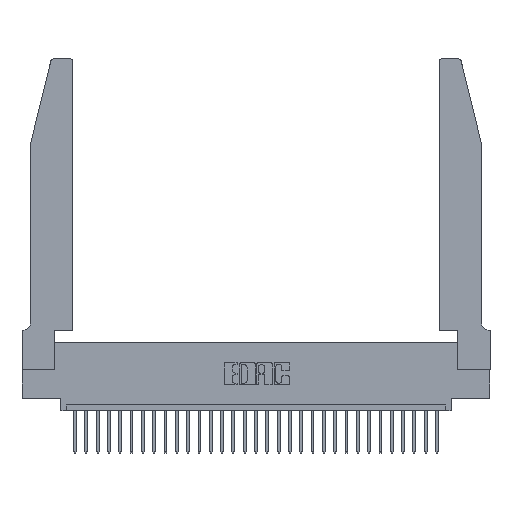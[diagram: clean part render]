
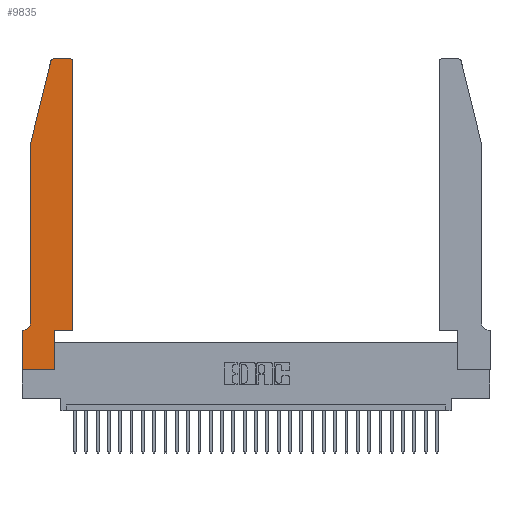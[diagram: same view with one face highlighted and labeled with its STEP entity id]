
A CAD part, top view. The second image highlights one B-rep face of the part: STEP entity #9835.
In plain terms, the highlighted planar face has unit normal (0, 0, 1).
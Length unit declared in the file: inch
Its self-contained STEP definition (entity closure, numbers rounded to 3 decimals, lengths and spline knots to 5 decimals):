
#828 = DIRECTION ( 'NONE',  ( 0., 1., 0. ) ) ;
#861 = VERTEX_POINT ( 'NONE', #23016 ) ;
#1600 = DIRECTION ( 'NONE',  ( 0., -1., 0. ) ) ;
#1619 = CARTESIAN_POINT ( 'NONE',  ( 0., 0., 0.37 ) ) ;
#1709 = CARTESIAN_POINT ( 'NONE',  ( 0., 0., 0.37 ) ) ;
#1715 = CARTESIAN_POINT ( 'NONE',  ( 0.4505, 0.35, 0.37 ) ) ;
#2225 = CARTESIAN_POINT ( 'NONE',  ( 0.4205, 2.72, 0.37 ) ) ;
#2375 = VERTEX_POINT ( 'NONE', #30617 ) ;
#2461 = CARTESIAN_POINT ( 'NONE',  ( 0.4505, 2.72, 0.37 ) ) ;
#2462 = LINE ( 'NONE', #2613, #23674 ) ;
#2522 = CARTESIAN_POINT ( 'NONE',  ( 0.2865, 0., 0.37 ) ) ;
#2613 = CARTESIAN_POINT ( 'NONE',  ( 0.2605, 2.75, 0.37 ) ) ;
#2747 = CIRCLE ( 'NONE', #19343, 0.03 ) ;
#2771 = CARTESIAN_POINT ( 'NONE',  ( 0.0755, 0.35, 0.37 ) ) ;
#3682 = VERTEX_POINT ( 'NONE', #12511 ) ;
#4126 = DIRECTION ( 'NONE',  ( 0., 0., -1. ) ) ;
#4135 = CARTESIAN_POINT ( 'NONE',  ( 0.284, 2.72, 0.37 ) ) ;
#4553 = DIRECTION ( 'NONE',  ( -0.239, -0.971, 0. ) ) ;
#4764 = CARTESIAN_POINT ( 'NONE',  ( 0.284, 2.75, 0.37 ) ) ;
#5885 = EDGE_CURVE ( 'NONE', #19807, #17693, #7008, .T. ) ;
#5998 = VECTOR ( 'NONE', #828, 39.37008 ) ;
#6205 = ORIENTED_EDGE ( 'NONE', *, *, #8624, .T. ) ;
#6219 = CARTESIAN_POINT ( 'NONE',  ( 0.4505, 0.35, 0.37 ) ) ;
#6561 = CARTESIAN_POINT ( 'NONE',  ( 0.2865, 0.35, 0.37 ) ) ;
#6769 = EDGE_CURVE ( 'NONE', #23232, #8875, #2462, .T. ) ;
#6883 = LINE ( 'NONE', #6219, #8694 ) ;
#6996 = LINE ( 'NONE', #16138, #24492 ) ;
#7008 = CIRCLE ( 'NONE', #22215, 0.07 ) ;
#7116 = VECTOR ( 'NONE', #19446, 39.37008 ) ;
#7154 = CARTESIAN_POINT ( 'NONE',  ( 0.2865, 0.35, 0.37 ) ) ;
#8156 = DIRECTION ( 'NONE',  ( 1., 0., 0. ) ) ;
#8174 = LINE ( 'NONE', #1709, #8527 ) ;
#8527 = VECTOR ( 'NONE', #1600, 39.37008 ) ;
#8624 = EDGE_CURVE ( 'NONE', #2375, #27209, #8174, .T. ) ;
#8694 = VECTOR ( 'NONE', #10836, 39.37008 ) ;
#8805 = ORIENTED_EDGE ( 'NONE', *, *, #11039, .T. ) ;
#8875 = VERTEX_POINT ( 'NONE', #4764 ) ;
#8911 = DIRECTION ( 'NONE',  ( 1., 0., 0. ) ) ;
#9135 = LINE ( 'NONE', #12996, #25518 ) ;
#9589 = EDGE_CURVE ( 'NONE', #3682, #19807, #12245, .T. ) ;
#9612 = FACE_OUTER_BOUND ( 'NONE', #29378, .T. ) ;
#9835 = ADVANCED_FACE ( 'NONE', ( #9612 ), #19530, .T. ) ;
#10106 = ORIENTED_EDGE ( 'NONE', *, *, #13689, .T. ) ;
#10664 = ORIENTED_EDGE ( 'NONE', *, *, #9589, .T. ) ;
#10836 = DIRECTION ( 'NONE',  ( 0., 1., 0. ) ) ;
#11039 = EDGE_CURVE ( 'NONE', #27209, #22252, #9135, .T. ) ;
#11629 = ORIENTED_EDGE ( 'NONE', *, *, #6769, .T. ) ;
#12245 = LINE ( 'NONE', #21709, #21504 ) ;
#12511 = CARTESIAN_POINT ( 'NONE',  ( 0.0755, 2., 0.37 ) ) ;
#12960 = ORIENTED_EDGE ( 'NONE', *, *, #22543, .T. ) ;
#12996 = CARTESIAN_POINT ( 'NONE',  ( 0., 0., 0.37 ) ) ;
#13689 = EDGE_CURVE ( 'NONE', #22252, #22492, #13832, .T. ) ;
#13832 = LINE ( 'NONE', #7154, #5998 ) ;
#13836 = CARTESIAN_POINT ( 'NONE',  ( 0.0055, 0.42, 0.37 ) ) ;
#13849 = DIRECTION ( 'NONE',  ( 1., 0., 0. ) ) ;
#14830 = ORIENTED_EDGE ( 'NONE', *, *, #29025, .T. ) ;
#15002 = AXIS2_PLACEMENT_3D ( 'NONE', #19126, #24526, #8156 ) ;
#16043 = EDGE_CURVE ( 'NONE', #19916, #3682, #6996, .T. ) ;
#16053 = ORIENTED_EDGE ( 'NONE', *, *, #22531, .T. ) ;
#16138 = CARTESIAN_POINT ( 'NONE',  ( 0.0755, 2., 0.37 ) ) ;
#16198 = VECTOR ( 'NONE', #13849, 39.37008 ) ;
#16890 = CIRCLE ( 'NONE', #24214, 0.03 ) ;
#17693 = VERTEX_POINT ( 'NONE', #21093 ) ;
#19126 = CARTESIAN_POINT ( 'NONE',  ( 0., 0.35, 0.37 ) ) ;
#19343 = AXIS2_PLACEMENT_3D ( 'NONE', #4135, #25492, #23391 ) ;
#19406 = LINE ( 'NONE', #2771, #7116 ) ;
#19446 = DIRECTION ( 'NONE',  ( -1., 0., 0. ) ) ;
#19530 = PLANE ( 'NONE',  #15002 ) ;
#19807 = VERTEX_POINT ( 'NONE', #26390 ) ;
#19916 = VERTEX_POINT ( 'NONE', #30012 ) ;
#21093 = CARTESIAN_POINT ( 'NONE',  ( 0.0055, 0.35, 0.37 ) ) ;
#21504 = VECTOR ( 'NONE', #28635, 39.37008 ) ;
#21709 = CARTESIAN_POINT ( 'NONE',  ( 0.0755, 2., 0.37 ) ) ;
#22215 = AXIS2_PLACEMENT_3D ( 'NONE', #13836, #4126, #30275 ) ;
#22252 = VERTEX_POINT ( 'NONE', #2522 ) ;
#22416 = DIRECTION ( 'NONE',  ( 1., 0., 0. ) ) ;
#22492 = VERTEX_POINT ( 'NONE', #6561 ) ;
#22531 = EDGE_CURVE ( 'NONE', #8875, #19916, #2747, .T. ) ;
#22543 = EDGE_CURVE ( 'NONE', #22492, #861, #25865, .T. ) ;
#23016 = CARTESIAN_POINT ( 'NONE',  ( 0.4505, 0.35, 0.37 ) ) ;
#23232 = VERTEX_POINT ( 'NONE', #23776 ) ;
#23391 = DIRECTION ( 'NONE',  ( 1., 0., 0. ) ) ;
#23674 = VECTOR ( 'NONE', #28084, 39.37008 ) ;
#23776 = CARTESIAN_POINT ( 'NONE',  ( 0.4205, 2.75, 0.37 ) ) ;
#24214 = AXIS2_PLACEMENT_3D ( 'NONE', #2225, #25577, #8911 ) ;
#24492 = VECTOR ( 'NONE', #4553, 39.37008 ) ;
#24526 = DIRECTION ( 'NONE',  ( 0., 0., 1. ) ) ;
#24665 = EDGE_CURVE ( 'NONE', #17693, #2375, #19406, .T. ) ;
#24694 = VERTEX_POINT ( 'NONE', #2461 ) ;
#25492 = DIRECTION ( 'NONE',  ( 0., 0., 1. ) ) ;
#25518 = VECTOR ( 'NONE', #22416, 39.37008 ) ;
#25577 = DIRECTION ( 'NONE',  ( 0., 0., 1. ) ) ;
#25865 = LINE ( 'NONE', #1715, #16198 ) ;
#26390 = CARTESIAN_POINT ( 'NONE',  ( 0.0755, 0.42, 0.37 ) ) ;
#27209 = VERTEX_POINT ( 'NONE', #1619 ) ;
#27832 = EDGE_CURVE ( 'NONE', #861, #24694, #6883, .T. ) ;
#28084 = DIRECTION ( 'NONE',  ( -1., 0., 0. ) ) ;
#28331 = ORIENTED_EDGE ( 'NONE', *, *, #16043, .T. ) ;
#28635 = DIRECTION ( 'NONE',  ( 0., -1., 0. ) ) ;
#29025 = EDGE_CURVE ( 'NONE', #24694, #23232, #16890, .T. ) ;
#29328 = ORIENTED_EDGE ( 'NONE', *, *, #24665, .T. ) ;
#29378 = EDGE_LOOP ( 'NONE', ( #11629, #16053, #28331, #10664, #29732, #29328, #6205, #8805, #10106, #12960, #29708, #14830 ) ) ;
#29708 = ORIENTED_EDGE ( 'NONE', *, *, #27832, .T. ) ;
#29732 = ORIENTED_EDGE ( 'NONE', *, *, #5885, .T. ) ;
#30012 = CARTESIAN_POINT ( 'NONE',  ( 0.25487, 2.72718, 0.37 ) ) ;
#30275 = DIRECTION ( 'NONE',  ( -1., 0., 0. ) ) ;
#30617 = CARTESIAN_POINT ( 'NONE',  ( 0., 0.35, 0.37 ) ) ;
